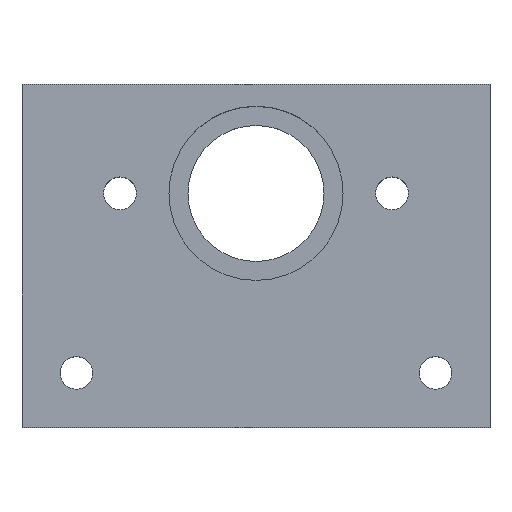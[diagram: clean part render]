
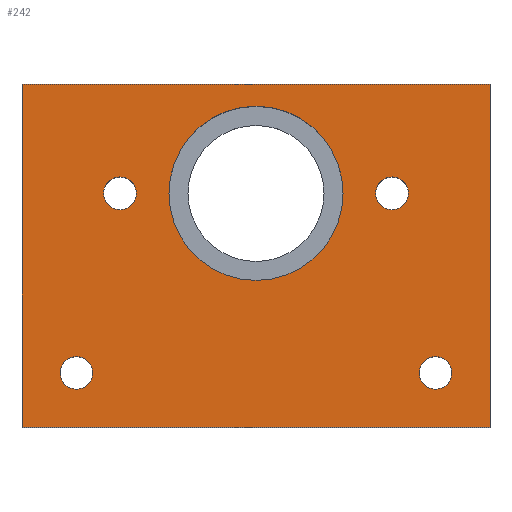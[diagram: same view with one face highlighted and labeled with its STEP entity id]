
A CAD part, top view. The second image highlights one B-rep face of the part: STEP entity #242.
In plain terms, the highlighted planar face has unit normal (0, 0, 1).
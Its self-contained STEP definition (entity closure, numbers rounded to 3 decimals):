
#21=FACE_BOUND('',#61,.T.);
#22=FACE_BOUND('',#62,.T.);
#23=FACE_BOUND('',#63,.T.);
#24=FACE_BOUND('',#64,.T.);
#25=FACE_BOUND('',#65,.T.);
#28=PLANE('',#281);
#41=FACE_OUTER_BOUND('',#60,.T.);
#60=EDGE_LOOP('',(#203,#204,#205,#206));
#61=EDGE_LOOP('',(#207));
#62=EDGE_LOOP('',(#208));
#63=EDGE_LOOP('',(#209));
#64=EDGE_LOOP('',(#210));
#65=EDGE_LOOP('',(#211));
#80=LINE('',#406,#98);
#81=LINE('',#408,#99);
#82=LINE('',#410,#100);
#83=LINE('',#411,#101);
#98=VECTOR('',#340,10.);
#99=VECTOR('',#341,10.);
#100=VECTOR('',#342,10.);
#101=VECTOR('',#343,10.);
#106=CIRCLE('',#262,16.);
#109=CIRCLE('',#267,3.);
#111=CIRCLE('',#270,3.);
#113=CIRCLE('',#273,3.);
#115=CIRCLE('',#276,3.);
#118=VERTEX_POINT('',#358);
#121=VERTEX_POINT('',#367);
#123=VERTEX_POINT('',#373);
#125=VERTEX_POINT('',#379);
#127=VERTEX_POINT('',#385);
#134=VERTEX_POINT('',#404);
#135=VERTEX_POINT('',#405);
#136=VERTEX_POINT('',#407);
#137=VERTEX_POINT('',#409);
#138=EDGE_CURVE('',#118,#118,#106,.T.);
#142=EDGE_CURVE('',#121,#121,#109,.T.);
#145=EDGE_CURVE('',#123,#123,#111,.T.);
#148=EDGE_CURVE('',#125,#125,#113,.T.);
#151=EDGE_CURVE('',#127,#127,#115,.T.);
#160=EDGE_CURVE('',#134,#135,#80,.T.);
#161=EDGE_CURVE('',#135,#136,#81,.T.);
#162=EDGE_CURVE('',#136,#137,#82,.T.);
#163=EDGE_CURVE('',#137,#134,#83,.T.);
#203=ORIENTED_EDGE('',*,*,#160,.T.);
#204=ORIENTED_EDGE('',*,*,#161,.T.);
#205=ORIENTED_EDGE('',*,*,#162,.T.);
#206=ORIENTED_EDGE('',*,*,#163,.T.);
#207=ORIENTED_EDGE('',*,*,#138,.T.);
#208=ORIENTED_EDGE('',*,*,#142,.T.);
#209=ORIENTED_EDGE('',*,*,#145,.T.);
#210=ORIENTED_EDGE('',*,*,#148,.T.);
#211=ORIENTED_EDGE('',*,*,#151,.T.);
#242=ADVANCED_FACE('',(#41,#21,#22,#23,#24,#25),#28,.F.);
#262=AXIS2_PLACEMENT_3D('',#359,#290,#291);
#267=AXIS2_PLACEMENT_3D('',#368,#301,#302);
#270=AXIS2_PLACEMENT_3D('',#374,#308,#309);
#273=AXIS2_PLACEMENT_3D('',#380,#315,#316);
#276=AXIS2_PLACEMENT_3D('',#386,#322,#323);
#281=AXIS2_PLACEMENT_3D('',#403,#338,#339);
#290=DIRECTION('center_axis',(0.,0.,
-1.));
#291=DIRECTION('ref_axis',(1.,0.,0.));
#301=DIRECTION('center_axis',(0.,0.,
-1.));
#302=DIRECTION('ref_axis',(1.,0.,0.));
#308=DIRECTION('center_axis',(0.,0.,
-1.));
#309=DIRECTION('ref_axis',(1.,0.,0.));
#315=DIRECTION('center_axis',(0.,0.,
-1.));
#316=DIRECTION('ref_axis',(1.,0.,0.));
#322=DIRECTION('center_axis',(0.,0.,
-1.));
#323=DIRECTION('ref_axis',(1.,0.,0.));
#338=DIRECTION('center_axis',(0.,0.,
-1.));
#339=DIRECTION('ref_axis',(0.866,0.5,0.));
#340=DIRECTION('',(-1.,0.,0.));
#341=DIRECTION('',(0.,-1.,0.));
#342=DIRECTION('',(1.,0.,0.));
#343=DIRECTION('',(0.,1.,0.));
#358=CARTESIAN_POINT('',(-18.29,13.641,12.232));
#359=CARTESIAN_POINT('Origin',(-2.29,13.641,12.232));
#367=CARTESIAN_POINT('',(27.71,-19.359,12.232));
#368=CARTESIAN_POINT('Origin',(30.71,-19.359,12.232));
#373=CARTESIAN_POINT('',(-38.29,-19.359,12.232));
#374=CARTESIAN_POINT('Origin',(-35.29,-19.359,12.232));
#379=CARTESIAN_POINT('',(19.71,13.641,12.232));
#380=CARTESIAN_POINT('Origin',(22.71,13.641,12.232));
#385=CARTESIAN_POINT('',(-30.29,13.641,12.232));
#386=CARTESIAN_POINT('Origin',(-27.29,13.641,12.232));
#403=CARTESIAN_POINT('Origin',(-0.034,-20.849,12.232));
#404=CARTESIAN_POINT('',(40.71,33.641,12.232));
#405=CARTESIAN_POINT('',(-45.29,33.641,12.232));
#406=CARTESIAN_POINT('',(-2.29,33.641,12.232));
#407=CARTESIAN_POINT('',(-45.29,-29.359,12.232));
#408=CARTESIAN_POINT('',(-45.29,2.141,12.232));
#409=CARTESIAN_POINT('',(40.71,-29.359,12.232));
#410=CARTESIAN_POINT('',(-2.29,-29.359,12.232));
#411=CARTESIAN_POINT('',(40.71,2.141,12.232));
